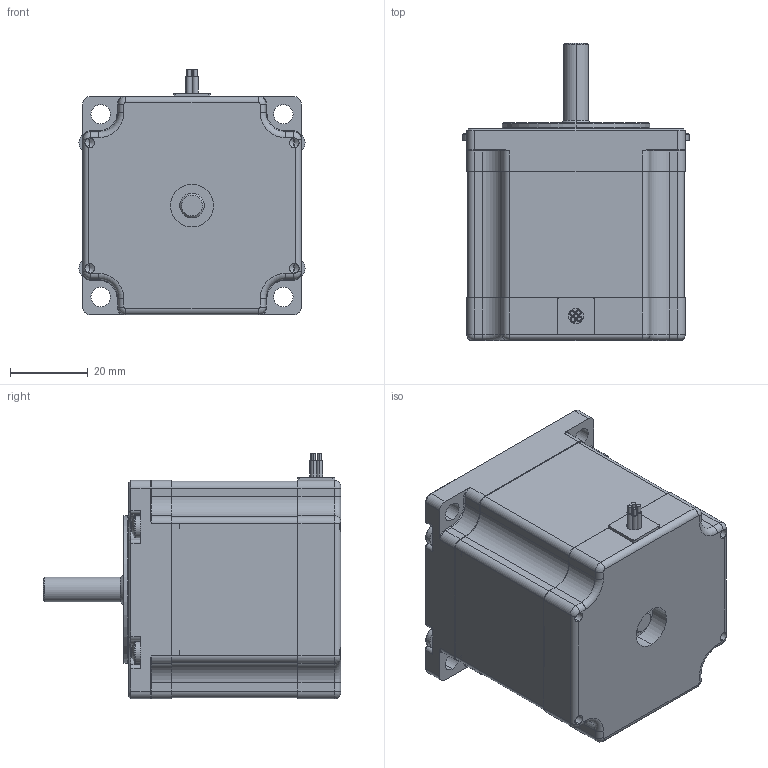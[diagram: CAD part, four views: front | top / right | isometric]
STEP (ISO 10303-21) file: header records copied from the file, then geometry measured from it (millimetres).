
FILE_DESCRIPTION (( 'STEP AP214' ), '1' );
FILE_NAME ('NEMA 23 - 56mm.STEP', '2021-03-08T20:22:48', ( '' ), ( '' ), 'SwSTEP 2.0', 'SolidWorks 2020', '' );
FILE_SCHEMA (( 'AUTOMOTIVE_DESIGN' ));
Length unit declared in the file: millimetre
Products named in the file (3): NEMA 23 - 56mm; pan head cross recess screw_iso_ISO 7045 - M3 x 10 - Z - 10N
Assembly tree (5 placements, depth 2):
  NEMA 23 - 56mm
    NEMA 23 - 56mm
    pan head cross recess screw_iso_ISO 7045 - M3 x 10 - Z - 10N  x4
Bounding box: 58.2 x 76.5 x 63.2 mm (x, y, z)
Volume: 156027.3 mm3; surface area: 20604.3 mm2
Topology: 14 solids, 14 shells, 473 faces, 1136 edges, 684 vertices
Faces by surface type: plane 189, cylinder 150, cone 86, torus 40, sphere 8
Entity records: 13021 total; most frequent: DIRECTION 1863, CARTESIAN_POINT 1827, ORIENTED_EDGE 1624, EDGE_CURVE 812, AXIS2_PLACEMENT_3D 728, VERTEX_POINT 504, LINE 407, VECTOR 407
